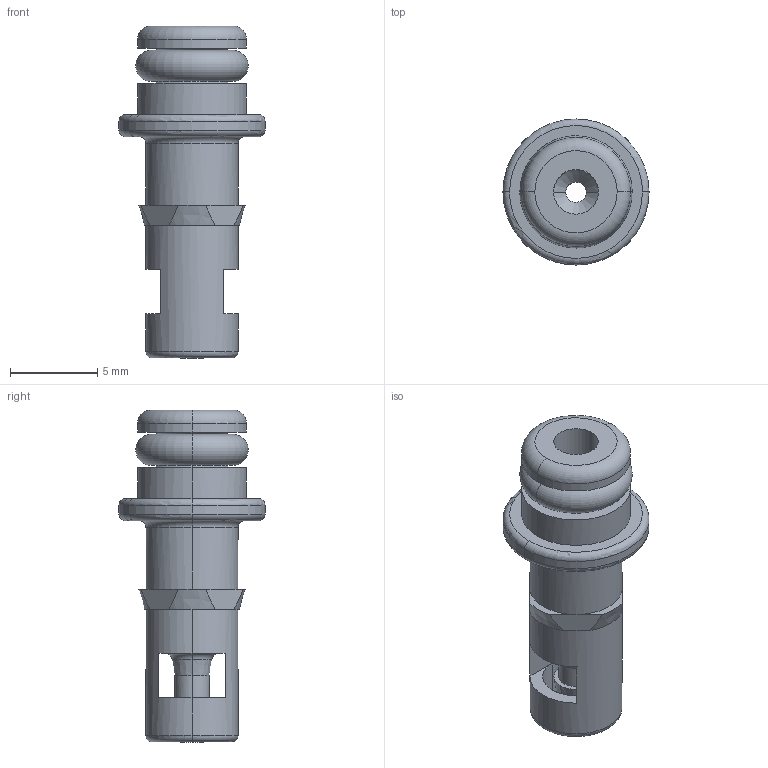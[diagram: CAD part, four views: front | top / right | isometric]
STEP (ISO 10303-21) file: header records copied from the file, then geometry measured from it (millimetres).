
FILE_DESCRIPTION(('CATIA V5 STEP Exchange','CAx-IF Rec.Pracs.--- Model Styling and Organization---1.4--- 2014-01-23'),'2;1');
FILE_NAME ('704238-3_2', '2020-10-22T11:57:46+00:00', ('none'), ('Weidmueller'), 'CATIA Version 5-6 Release 2016 SP3 HF44', 'CATIA V5 STEP AP214', 'none');
FILE_SCHEMA(('AUTOMOTIVE_DESIGN { 1 0 10303 214 1 1 1 1 }'));
Length unit declared in the file: millimetre
Products named in the file (1): 2637470000
Bounding box: 8.38 x 8.38 x 19.05 mm (x, y, z)
Volume: 365 mm3; surface area: 704.3 mm2
Topology: 1 solids, 1 shells, 75 faces, 174 edges, 104 vertices
Faces by surface type: plane 25, torus 20, cylinder 18, cone 12
Entity records: 2351 total; most frequent: CARTESIAN_POINT 793, ORIENTED_EDGE 348, DIRECTION 261, EDGE_CURVE 174, AXIS2_PLACEMENT_3D 133, VERTEX_POINT 104, EDGE_LOOP 84, ADVANCED_FACE 75
